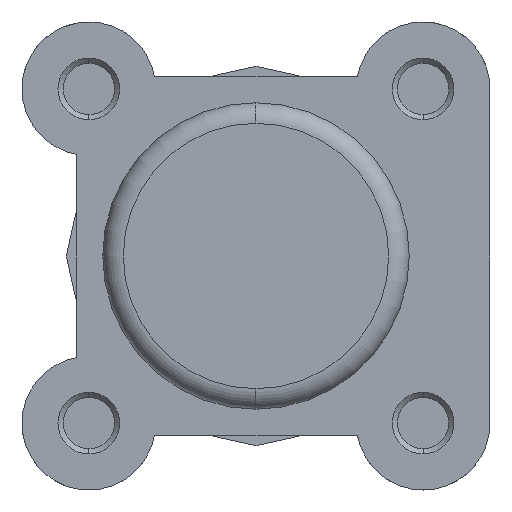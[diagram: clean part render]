
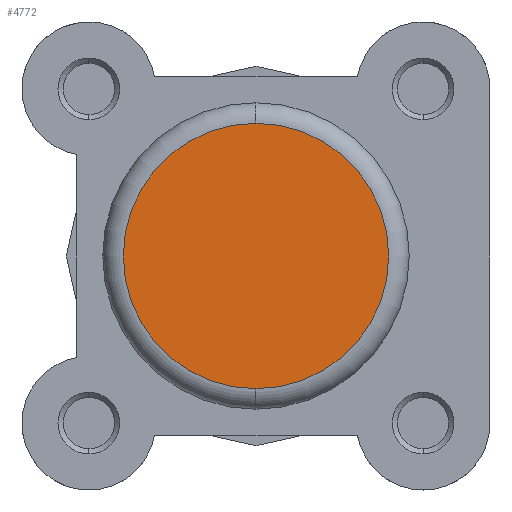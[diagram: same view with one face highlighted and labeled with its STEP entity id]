
A CAD part, left-side view. The second image highlights one B-rep face of the part: STEP entity #4772.
In plain terms, the highlighted planar face has unit normal (-1, 0, 0).
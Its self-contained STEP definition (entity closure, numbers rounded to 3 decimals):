
#166 = EDGE_CURVE ( 'NONE', #2186, #1889, #4003, .T. ) ;
#287 = EDGE_CURVE ( 'NONE', #1889, #2186, #4158, .T. ) ;
#502 = AXIS2_PLACEMENT_3D ( 'NONE', #5702, #5700, #5698 ) ;
#565 = AXIS2_PLACEMENT_3D ( 'NONE', #1213, #1216, #1217 ) ;
#748 = AXIS2_PLACEMENT_3D ( 'NONE', #2579, #2582, #2584 ) ;
#1213 = CARTESIAN_POINT ( 'NONE',  ( 0., 0., 0. ) ) ;
#1216 = DIRECTION ( 'NONE',  ( -1., 0., 0. ) ) ;
#1217 = DIRECTION ( 'NONE',  ( 0., 0., -1. ) ) ;
#1824 = CARTESIAN_POINT ( 'NONE',  ( 0., 0., 12.9 ) ) ;
#1889 = VERTEX_POINT ( 'NONE', #1824 ) ;
#1975 = CARTESIAN_POINT ( 'NONE',  ( 0., 0., -12.9 ) ) ;
#2186 = VERTEX_POINT ( 'NONE', #1975 ) ;
#2502 = EDGE_LOOP ( 'NONE', ( #3140, #3172 ) ) ;
#2579 = CARTESIAN_POINT ( 'NONE',  ( 0., 0., 0. ) ) ;
#2580 = PLANE ( 'NONE',  #748 ) ;
#2582 = DIRECTION ( 'NONE',  ( 1., 0., 0. ) ) ;
#2584 = DIRECTION ( 'NONE',  ( 0., 0., -1. ) ) ;
#3140 = ORIENTED_EDGE ( 'NONE', *, *, #166, .T. ) ;
#3172 = ORIENTED_EDGE ( 'NONE', *, *, #287, .T. ) ;
#4003 = CIRCLE ( 'NONE', #502, 12.9 ) ;
#4158 = CIRCLE ( 'NONE', #565, 12.9 ) ;
#4555 = FACE_OUTER_BOUND ( 'NONE', #2502, .T. ) ;
#4772 = ADVANCED_FACE ( 'NONE', ( #4555 ), #2580, .F. ) ;
#5698 = DIRECTION ( 'NONE',  ( 0., 0., -1. ) ) ;
#5700 = DIRECTION ( 'NONE',  ( -1., 0., 0. ) ) ;
#5702 = CARTESIAN_POINT ( 'NONE',  ( 0., 0., 0. ) ) ;
